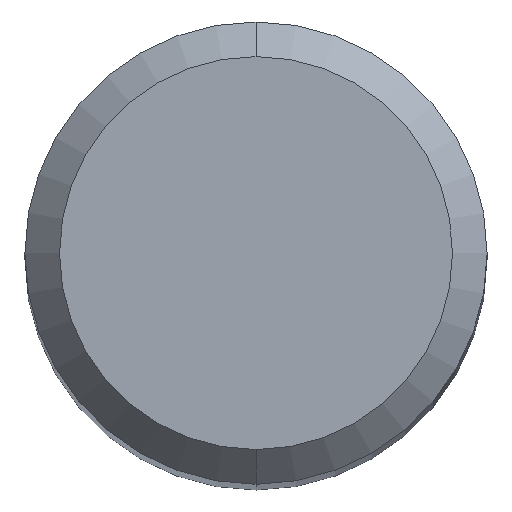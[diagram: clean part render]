
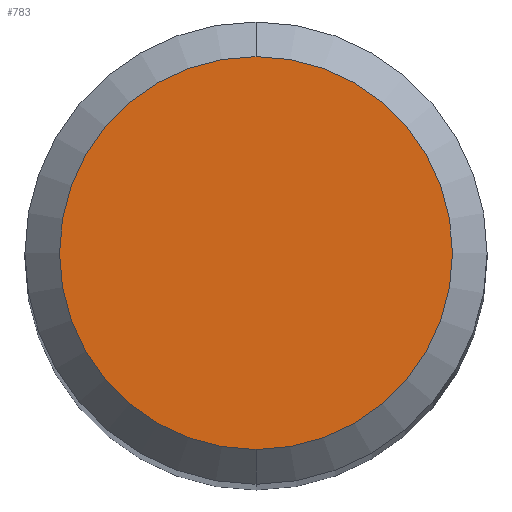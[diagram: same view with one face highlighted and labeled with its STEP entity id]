
A CAD part, top view. The second image highlights one B-rep face of the part: STEP entity #783.
In plain terms, the highlighted planar face has unit normal (0, 0, 1).
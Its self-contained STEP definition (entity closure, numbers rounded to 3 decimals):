
#537=EDGE_CURVE('',#753,#779,#1134,.T.);
#719=EDGE_CURVE('',#779,#753,#1329,.T.);
#753=VERTEX_POINT('',#1365);
#779=VERTEX_POINT('',#1393);
#783=ADVANCED_FACE('',(#1397),#1398,.T.);
#1134=CIRCLE('',#3026,1.7);
#1329=CIRCLE('',#4370,1.7);
#1365=CARTESIAN_POINT('',(0.0,1.7,0.0));
#1393=CARTESIAN_POINT('',(0.,-1.7,0.0));
#1397=FACE_OUTER_BOUND('',#4540,.T.);
#1398=PLANE('',#4541);
#3026=AXIS2_PLACEMENT_3D('',#5106,#5107,#5108);
#4370=AXIS2_PLACEMENT_3D('',#5270,#5271,#5272);
#4540=EDGE_LOOP('',(#5330,#5331));
#4541=AXIS2_PLACEMENT_3D('',#5332,#5333,#5334);
#5106=CARTESIAN_POINT('',(0.0,0.0,0.0));
#5107=DIRECTION('',(0.0,0.0,-1.0));
#5108=DIRECTION('',(0.0,1.0,0.0));
#5270=CARTESIAN_POINT('',(0.0,0.0,0.0));
#5271=DIRECTION('',(0.0,0.0,-1.0));
#5272=DIRECTION('',(0.0,1.0,0.0));
#5330=ORIENTED_EDGE('',*,*,#537,.F.);
#5331=ORIENTED_EDGE('',*,*,#719,.F.);
#5332=CARTESIAN_POINT('',(0.0,0.85,0.0));
#5333=DIRECTION('',(-0.0,0.0,1.0));
#5334=DIRECTION('',(0.0,-1.0,0.0));
